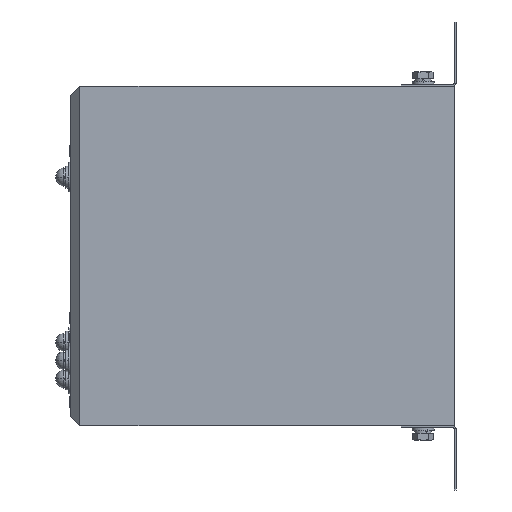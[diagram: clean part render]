
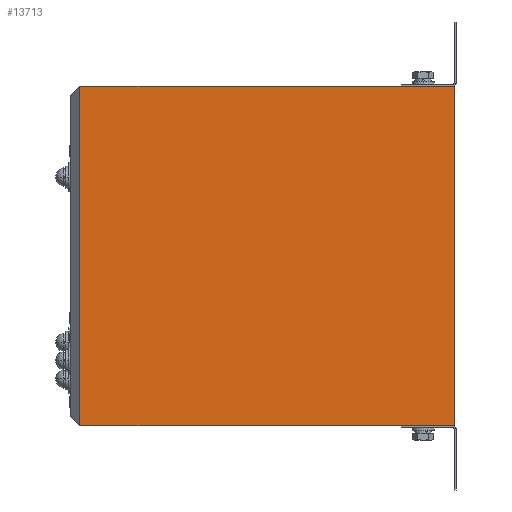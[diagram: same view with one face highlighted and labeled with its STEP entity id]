
A CAD part, left-side view. The second image highlights one B-rep face of the part: STEP entity #13713.
In plain terms, the highlighted planar face has unit normal (-1, 0, 0).
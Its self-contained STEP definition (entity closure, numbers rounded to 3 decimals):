
#302 = LINE ( 'NONE', #15757, #35982 ) ;
#599 = LINE ( 'NONE', #16054, #2095 ) ;
#2095 = VECTOR ( 'NONE', #31433, 1000. ) ;
#2216 = CARTESIAN_POINT ( 'NONE',  ( -100.711, 237.357, 222.525 ) ) ;
#5204 = CARTESIAN_POINT ( 'NONE',  ( -100.711, 237.357, 222.525 ) ) ;
#5745 = EDGE_CURVE ( 'NONE', #18120, #31922, #599, .T. ) ;
#5817 = DIRECTION ( 'NONE',  ( 0., 1., 0. ) ) ;
#11138 = FACE_OUTER_BOUND ( 'NONE', #29935, .T. ) ;
#13713 = ADVANCED_FACE ( 'NONE', ( #11138 ), #26577, .T. ) ;
#15757 = CARTESIAN_POINT ( 'NONE',  ( -100.711, 242.357, 222.525 ) ) ;
#16054 = CARTESIAN_POINT ( 'NONE',  ( -100.711, 33.357, 222.525 ) ) ;
#17639 = DIRECTION ( 'NONE',  ( 0., 0., -1. ) ) ;
#18120 = VERTEX_POINT ( 'NONE', #34233 ) ;
#19156 = ORIENTED_EDGE ( 'NONE', *, *, #36605, .T. ) ;
#19247 = CARTESIAN_POINT ( 'NONE',  ( -100.711, 32.357, 315.025 ) ) ;
#21517 = AXIS2_PLACEMENT_3D ( 'NONE', #19247, #34638, #50049 ) ;
#24920 = VERTEX_POINT ( 'NONE', #38829 ) ;
#25087 = LINE ( 'NONE', #40471, #37510 ) ;
#26577 = PLANE ( 'NONE',  #21517 ) ;
#29935 = EDGE_LOOP ( 'NONE', ( #49823, #19156, #44977, #41747 ) ) ;
#30142 = VECTOR ( 'NONE', #17639, 1000. ) ;
#31143 = DIRECTION ( 'NONE',  ( 0., -1., 0. ) ) ;
#31433 = DIRECTION ( 'NONE',  ( 0., 0., 1. ) ) ;
#31922 = VERTEX_POINT ( 'NONE', #41894 ) ;
#34233 = CARTESIAN_POINT ( 'NONE',  ( -100.711, 33.357, 222.525 ) ) ;
#34638 = DIRECTION ( 'NONE',  ( -1., 0., 0. ) ) ;
#34820 = EDGE_CURVE ( 'NONE', #31922, #24920, #25087, .T. ) ;
#35982 = VECTOR ( 'NONE', #31143, 1000. ) ;
#36605 = EDGE_CURVE ( 'NONE', #24920, #41241, #36862, .T. ) ;
#36862 = LINE ( 'NONE', #2216, #30142 ) ;
#37510 = VECTOR ( 'NONE', #5817, 1000. ) ;
#38829 = CARTESIAN_POINT ( 'NONE',  ( -100.711, 237.357, 407.525 ) ) ;
#40471 = CARTESIAN_POINT ( 'NONE',  ( -100.711, 242.357, 407.525 ) ) ;
#41241 = VERTEX_POINT ( 'NONE', #5204 ) ;
#41747 = ORIENTED_EDGE ( 'NONE', *, *, #5745, .T. ) ;
#41894 = CARTESIAN_POINT ( 'NONE',  ( -100.711, 33.357, 407.525 ) ) ;
#44977 = ORIENTED_EDGE ( 'NONE', *, *, #49414, .T. ) ;
#49414 = EDGE_CURVE ( 'NONE', #41241, #18120, #302, .T. ) ;
#49823 = ORIENTED_EDGE ( 'NONE', *, *, #34820, .T. ) ;
#50049 = DIRECTION ( 'NONE',  ( 0., 0., 1. ) ) ;
